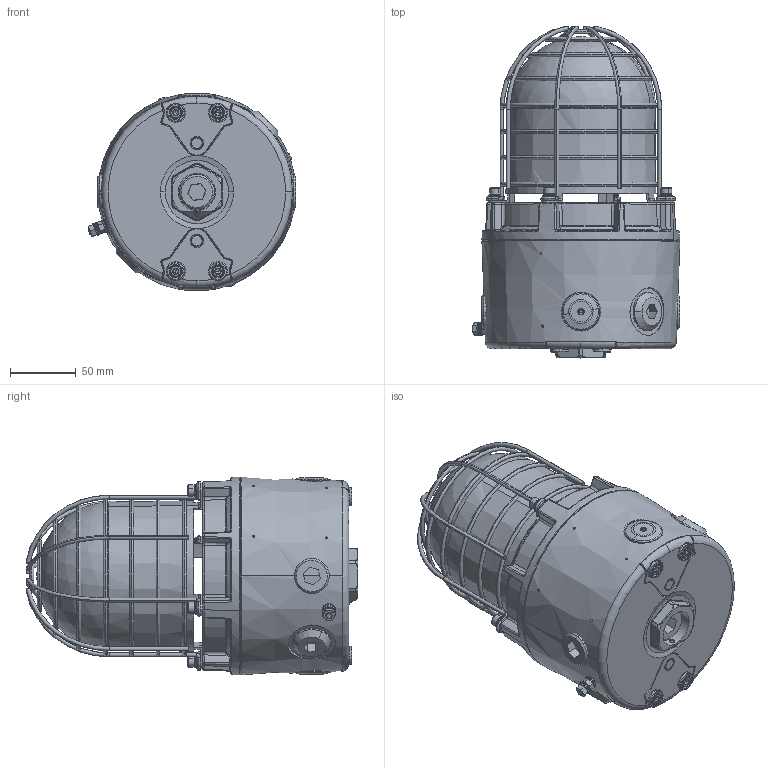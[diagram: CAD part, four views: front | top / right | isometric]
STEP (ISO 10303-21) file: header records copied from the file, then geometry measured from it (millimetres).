
FILE_DESCRIPTION (( 'STEP AP214' ), '1' );
FILE_NAME ('D191-06-201-3D_Issue_1.STEP', '2018-11-14T10:44:41', ( 'User' ), ( '' ), 'SwSTEP 2.0', 'SolidWorks 2018', '' );
FILE_SCHEMA (( 'AUTOMOTIVE_DESIGN' ));
Length unit declared in the file: millimetre
Products named in the file (15): D191-06-201-3D_Issue_1; b2 plastic lens; WASGM5A4; WAM5A4; SCSTUDM5A4_blank no thread; SCNUTM5A4; D156-65-002-3D_Issue_C_Default<As Machined>; D191-55-251-3D_Issue_3-defeature_Machined; SPA0B - 34 INCH_NPT STOPPING PLUG; SPMHSM20; SCSSM4X6SSA4_blank no thread; D191-50-001-3D_Issue_2; SCHXSKTM5X16A4; D191-55-285-3D_Issue_3; D191-55-201-3D_Issue_6-defeature_2D Machining
Assembly tree (38 placements, depth 2):
  D191-06-201-3D_Issue_1
    D191-55-201-3D_Issue_6-defeature_2D Machining
    D191-55-285-3D_Issue_3  x2
    SCHXSKTM5X16A4  x8
    D191-50-001-3D_Issue_2  x2
    SCSSM4X6SSA4_blank no thread
    SPMHSM20  x2
    SPA0B - 34 INCH_NPT STOPPING PLUG  x3
    D191-55-251-3D_Issue_3-defeature_Machined
    D156-65-002-3D_Issue_C_Default<As Machined>
    SCNUTM5A4  x2
    SCSTUDM5A4_blank no thread
    WAM5A4  x7
    WASGM5A4  x6
    b2 plastic lens
Bounding box: 157.4 x 251.5 x 149.97 mm (x, y, z)
Volume: 1929648 mm3; surface area: 283118.4 mm2
Topology: 53 solids, 55 shells, 1812 faces, 4106 edges, 2409 vertices
Faces by surface type: torus 443, plane 434, cone 362, cylinder 343, bspline 192, sphere 38
Entity records: 51658 total; most frequent: CARTESIAN_POINT 17250, DIRECTION 6113, ORIENTED_EDGE 5684, EDGE_CURVE 2842, AXIS2_PLACEMENT_3D 2710, VERTEX_POINT 1682, CIRCLE 1594, EDGE_LOOP 1346
